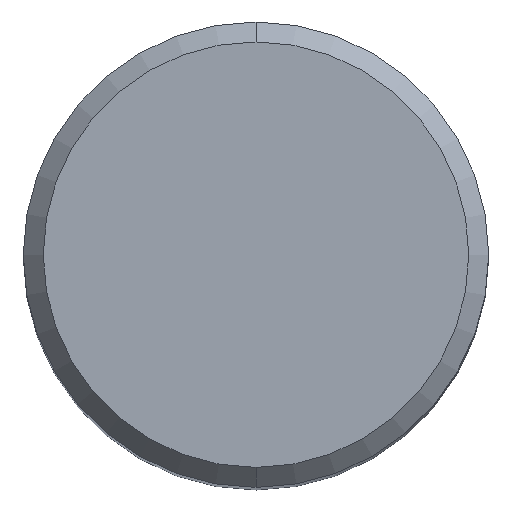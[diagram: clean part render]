
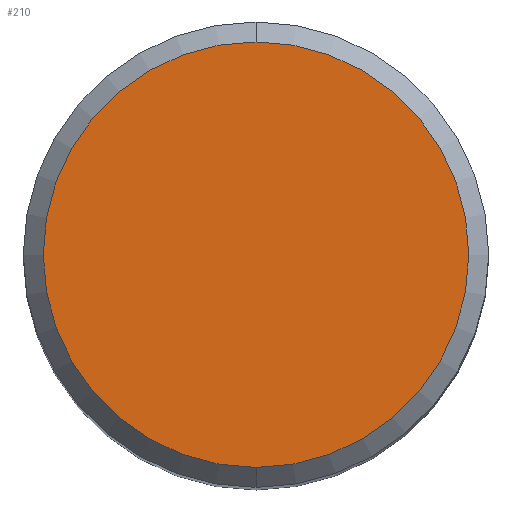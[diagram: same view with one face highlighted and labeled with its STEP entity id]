
A CAD part, top view. The second image highlights one B-rep face of the part: STEP entity #210.
In plain terms, the highlighted planar face has unit normal (0, 0, 1).
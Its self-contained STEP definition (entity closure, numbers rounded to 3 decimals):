
#210=ADVANCED_FACE('',(#514),#515,.T.);
#260=EDGE_CURVE('',#426,#422,#570,.T.);
#338=EDGE_CURVE('',#422,#426,#657,.T.);
#422=VERTEX_POINT('',#750);
#426=VERTEX_POINT('',#754);
#514=FACE_OUTER_BOUND('',#902,.T.);
#515=PLANE('',#903);
#570=CIRCLE('',#1054,6.4);
#657=CIRCLE('',#1189,6.4);
#750=CARTESIAN_POINT('',(0.0,6.4,0.0));
#754=CARTESIAN_POINT('',(0.,-6.4,0.0));
#902=EDGE_LOOP('',(#1533,#1534));
#903=AXIS2_PLACEMENT_3D('',#1535,#1536,#1537);
#1054=AXIS2_PLACEMENT_3D('',#1584,#1585,#1586);
#1189=AXIS2_PLACEMENT_3D('',#1695,#1696,#1697);
#1533=ORIENTED_EDGE('',*,*,#338,.F.);
#1534=ORIENTED_EDGE('',*,*,#260,.F.);
#1535=CARTESIAN_POINT('',(0.0,3.2,0.0));
#1536=DIRECTION('',(-0.0,0.0,1.0));
#1537=DIRECTION('',(0.0,-1.0,0.0));
#1584=CARTESIAN_POINT('',(0.0,0.0,0.0));
#1585=DIRECTION('',(0.0,0.0,-1.0));
#1586=DIRECTION('',(0.0,1.0,0.0));
#1695=CARTESIAN_POINT('',(0.0,0.0,0.0));
#1696=DIRECTION('',(0.0,0.0,-1.0));
#1697=DIRECTION('',(0.0,1.0,0.0));
